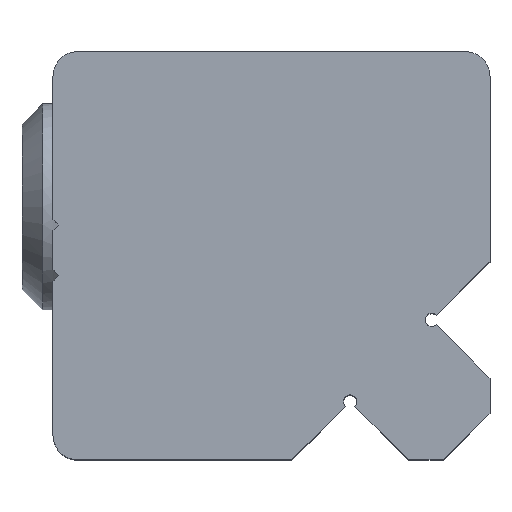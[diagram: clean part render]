
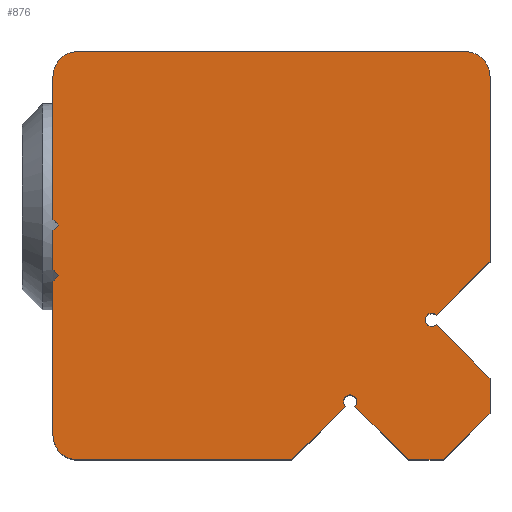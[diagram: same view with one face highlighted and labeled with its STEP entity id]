
A CAD part, top view. The second image highlights one B-rep face of the part: STEP entity #876.
In plain terms, the highlighted planar face has unit normal (0, 0, 1).
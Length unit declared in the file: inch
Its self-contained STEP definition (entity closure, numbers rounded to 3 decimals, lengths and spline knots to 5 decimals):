
#30=LINE('',#1395,#104);
#34=LINE('',#1402,#108);
#36=LINE('',#1406,#110);
#38=LINE('',#1410,#112);
#40=LINE('',#1414,#114);
#44=LINE('',#1508,#118);
#48=LINE('',#1516,#122);
#52=LINE('',#1524,#126);
#71=LINE('',#1583,#145);
#73=LINE('',#1587,#147);
#76=LINE('',#1595,#150);
#78=LINE('',#1600,#152);
#79=LINE('',#1602,#153);
#80=LINE('',#1604,#154);
#81=LINE('',#1606,#155);
#82=LINE('',#1607,#156);
#83=LINE('',#1608,#157);
#104=VECTOR('',#1053,0.17332);
#108=VECTOR('',#1059,0.0099);
#110=VECTOR('',#1063,0.0099);
#112=VECTOR('',#1067,0.04714);
#114=VECTOR('',#1071,0.0099);
#118=VECTOR('',#1087,0.47);
#122=VECTOR('',#1095,0.0099);
#126=VECTOR('',#1101,0.18654);
#145=VECTOR('',#1162,0.0919);
#147=VECTOR('',#1166,0.092);
#150=VECTOR('',#1175,0.22465);
#152=VECTOR('',#1181,0.25965);
#153=VECTOR('',#1182,0.092);
#154=VECTOR('',#1183,0.04243);
#155=VECTOR('',#1184,0.0799);
#156=VECTOR('',#1185,0.04256);
#157=VECTOR('',#1186,0.0919);
#187=PLANE('',#958);
#276=FACE_OUTER_BOUND('',#336,.T.);
#336=EDGE_LOOP('',(#765,#766,#767,#768,#769,#770,#771,#772,#773,#774,#775,
#776,#777,#778,#779,#780,#781,#782,#783,#784,#785,#786));
#364=CIRCLE('',#950,0.008);
#365=CIRCLE('',#952,0.008);
#366=CIRCLE('',#956,0.03);
#367=CIRCLE('',#959,0.03);
#368=CIRCLE('',#960,0.03);
#410=VERTEX_POINT('',#1392);
#411=VERTEX_POINT('',#1394);
#413=VERTEX_POINT('',#1400);
#414=VERTEX_POINT('',#1404);
#415=VERTEX_POINT('',#1408);
#416=VERTEX_POINT('',#1412);
#425=VERTEX_POINT('',#1502);
#427=VERTEX_POINT('',#1506);
#429=VERTEX_POINT('',#1514);
#432=VERTEX_POINT('',#1522);
#447=VERTEX_POINT('',#1570);
#448=VERTEX_POINT('',#1572);
#449=VERTEX_POINT('',#1576);
#450=VERTEX_POINT('',#1578);
#451=VERTEX_POINT('',#1582);
#452=VERTEX_POINT('',#1586);
#453=VERTEX_POINT('',#1590);
#454=VERTEX_POINT('',#1594);
#455=VERTEX_POINT('',#1598);
#456=VERTEX_POINT('',#1601);
#457=VERTEX_POINT('',#1603);
#458=VERTEX_POINT('',#1605);
#502=EDGE_CURVE('',#410,#411,#30,.T.);
#506=EDGE_CURVE('',#410,#413,#34,.T.);
#508=EDGE_CURVE('',#413,#414,#36,.T.);
#510=EDGE_CURVE('',#415,#414,#38,.T.);
#512=EDGE_CURVE('',#415,#416,#40,.T.);
#523=EDGE_CURVE('',#427,#425,#44,.T.);
#527=EDGE_CURVE('',#416,#429,#48,.T.);
#531=EDGE_CURVE('',#432,#429,#52,.T.);
#554=EDGE_CURVE('',#448,#447,#364,.T.);
#558=EDGE_CURVE('',#449,#450,#365,.T.);
#559=EDGE_CURVE('',#451,#448,#71,.T.);
#561=EDGE_CURVE('',#452,#449,#73,.T.);
#563=EDGE_CURVE('',#425,#453,#366,.T.);
#565=EDGE_CURVE('',#453,#454,#76,.T.);
#567=EDGE_CURVE('',#455,#432,#367,.T.);
#568=EDGE_CURVE('',#452,#455,#78,.T.);
#569=EDGE_CURVE('',#450,#456,#79,.T.);
#570=EDGE_CURVE('',#457,#456,#80,.T.);
#571=EDGE_CURVE('',#458,#457,#81,.T.);
#572=EDGE_CURVE('',#451,#458,#82,.T.);
#573=EDGE_CURVE('',#447,#454,#83,.T.);
#574=EDGE_CURVE('',#411,#427,#368,.T.);
#765=ORIENTED_EDGE('',*,*,#527,.T.);
#766=ORIENTED_EDGE('',*,*,#531,.F.);
#767=ORIENTED_EDGE('',*,*,#567,.F.);
#768=ORIENTED_EDGE('',*,*,#568,.F.);
#769=ORIENTED_EDGE('',*,*,#561,.T.);
#770=ORIENTED_EDGE('',*,*,#558,.T.);
#771=ORIENTED_EDGE('',*,*,#569,.T.);
#772=ORIENTED_EDGE('',*,*,#570,.F.);
#773=ORIENTED_EDGE('',*,*,#571,.F.);
#774=ORIENTED_EDGE('',*,*,#572,.F.);
#775=ORIENTED_EDGE('',*,*,#559,.T.);
#776=ORIENTED_EDGE('',*,*,#554,.T.);
#777=ORIENTED_EDGE('',*,*,#573,.T.);
#778=ORIENTED_EDGE('',*,*,#565,.F.);
#779=ORIENTED_EDGE('',*,*,#563,.F.);
#780=ORIENTED_EDGE('',*,*,#523,.F.);
#781=ORIENTED_EDGE('',*,*,#574,.F.);
#782=ORIENTED_EDGE('',*,*,#502,.F.);
#783=ORIENTED_EDGE('',*,*,#506,.T.);
#784=ORIENTED_EDGE('',*,*,#508,.T.);
#785=ORIENTED_EDGE('',*,*,#510,.F.);
#786=ORIENTED_EDGE('',*,*,#512,.T.);
#876=ADVANCED_FACE('',(#276),#187,.T.);
#950=AXIS2_PLACEMENT_3D('',#1573,#1151,#1152);
#952=AXIS2_PLACEMENT_3D('',#1580,#1158,#1159);
#956=AXIS2_PLACEMENT_3D('',#1591,#1170,#1171);
#958=AXIS2_PLACEMENT_3D('',#1597,#1177,#1178);
#959=AXIS2_PLACEMENT_3D('',#1599,#1179,#1180);
#960=AXIS2_PLACEMENT_3D('',#1609,#1187,#1188);
#1053=DIRECTION('',(0.,1.,0.));
#1059=DIRECTION('',(0.707,-0.707,0.));
#1063=DIRECTION('',(-0.707,-0.707,0.));
#1067=DIRECTION('',(0.,1.,0.));
#1071=DIRECTION('',(0.707,-0.707,0.));
#1087=DIRECTION('',(1.,0.,0.));
#1095=DIRECTION('',(-0.707,-0.707,0.));
#1101=DIRECTION('',(0.,1.,0.));
#1151=DIRECTION('center_axis',(0.,0.,-1.));
#1152=DIRECTION('ref_axis',(-1.,0.,0.));
#1158=DIRECTION('center_axis',(0.,0.,-1.));
#1159=DIRECTION('ref_axis',(-1.,0.,0.));
#1162=DIRECTION('',(-0.707,0.707,0.));
#1166=DIRECTION('',(0.707,0.707,0.));
#1170=DIRECTION('center_axis',(0.,0.,-1.));
#1171=DIRECTION('ref_axis',(0.707,0.707,0.));
#1175=DIRECTION('',(0.,-1.,0.));
#1177=DIRECTION('center_axis',(0.,0.,1.));
#1178=DIRECTION('ref_axis',(1.,0.,0.));
#1179=DIRECTION('center_axis',(0.,0.,-1.));
#1180=DIRECTION('ref_axis',(-0.707,-0.707,0.));
#1181=DIRECTION('',(-1.,0.,0.));
#1182=DIRECTION('',(0.707,-0.707,0.));
#1183=DIRECTION('',(-1.,0.,0.));
#1184=DIRECTION('',(-0.707,-0.707,0.));
#1185=DIRECTION('',(0.,-1.,0.));
#1186=DIRECTION('',(0.707,0.707,0.));
#1187=DIRECTION('center_axis',(0.,0.,-1.));
#1188=DIRECTION('ref_axis',(-0.707,0.707,0.));
#1392=CARTESIAN_POINT('',(-0.265,0.04418,0.));
#1394=CARTESIAN_POINT('',(-0.265,0.2175,0.));
#1395=CARTESIAN_POINT('',(-0.265,-0.2475,0.));
#1400=CARTESIAN_POINT('',(-0.258,0.03718,0.));
#1402=CARTESIAN_POINT('',(-0.1842,-0.03661,0.));
#1404=CARTESIAN_POINT('',(-0.265,0.03018,0.));
#1406=CARTESIAN_POINT('',(-0.2063,0.08889,0.));
#1408=CARTESIAN_POINT('',(-0.265,-0.01696,0.));
#1410=CARTESIAN_POINT('',(-0.265,-0.2475,0.));
#1412=CARTESIAN_POINT('',(-0.258,-0.02396,0.));
#1414=CARTESIAN_POINT('',(-0.19949,-0.08247,0.));
#1502=CARTESIAN_POINT('',(0.235,0.2475,0.));
#1506=CARTESIAN_POINT('',(-0.235,0.2475,0.));
#1508=CARTESIAN_POINT('',(-0.265,0.2475,0.));
#1514=CARTESIAN_POINT('',(-0.265,-0.03096,0.));
#1516=CARTESIAN_POINT('',(-0.19101,0.04303,0.));
#1522=CARTESIAN_POINT('',(-0.265,-0.2175,0.));
#1524=CARTESIAN_POINT('',(-0.265,-0.2475,0.));
#1570=CARTESIAN_POINT('',(0.20001,-0.07214,0.));
#1572=CARTESIAN_POINT('',(0.20001,-0.08345,0.));
#1573=CARTESIAN_POINT('Origin',(0.19436,-0.07779,0.));
#1576=CARTESIAN_POINT('',(0.08971,-0.18245,0.));
#1578=CARTESIAN_POINT('',(0.10102,-0.18245,0.));
#1580=CARTESIAN_POINT('Origin',(0.09536,-0.17679,0.));
#1582=CARTESIAN_POINT('',(0.265,-0.14844,0.));
#1583=CARTESIAN_POINT('',(0.12632,-0.00976,0.));
#1586=CARTESIAN_POINT('',(0.02465,-0.2475,0.));
#1587=CARTESIAN_POINT('',(0.11572,-0.15643,0.));
#1590=CARTESIAN_POINT('',(0.265,0.2175,0.));
#1591=CARTESIAN_POINT('Origin',(0.235,0.2175,0.));
#1594=CARTESIAN_POINT('',(0.265,-0.00715,0.));
#1595=CARTESIAN_POINT('',(0.265,0.2475,0.));
#1597=CARTESIAN_POINT('Origin',(0.,0.,
0.));
#1598=CARTESIAN_POINT('',(-0.235,-0.2475,0.));
#1599=CARTESIAN_POINT('Origin',(-0.235,-0.2175,0.));
#1600=CARTESIAN_POINT('',(0.265,-0.2475,0.));
#1601=CARTESIAN_POINT('',(0.16607,-0.2475,0.));
#1602=CARTESIAN_POINT('',(0.06268,-0.14411,0.));
#1603=CARTESIAN_POINT('',(0.2085,-0.2475,0.));
#1604=CARTESIAN_POINT('',(0.265,-0.2475,0.));
#1605=CARTESIAN_POINT('',(0.265,-0.191,0.));
#1606=CARTESIAN_POINT('',(0.23238,-0.22363,0.));
#1607=CARTESIAN_POINT('',(0.265,0.2475,0.));
#1608=CARTESIAN_POINT('',(0.20054,-0.07161,0.));
#1609=CARTESIAN_POINT('Origin',(-0.235,0.2175,0.));
